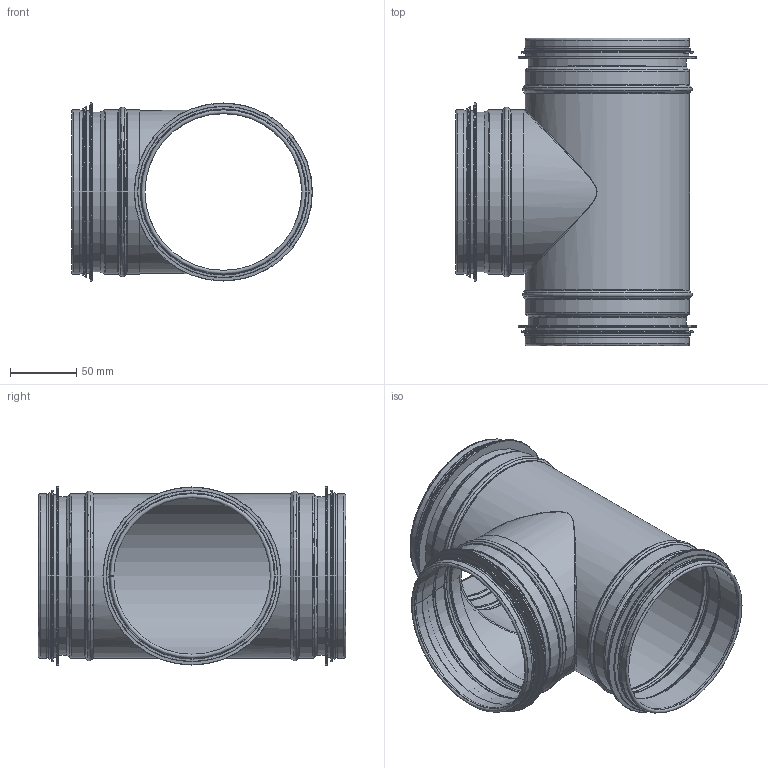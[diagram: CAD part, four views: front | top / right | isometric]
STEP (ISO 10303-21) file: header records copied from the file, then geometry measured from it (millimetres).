
FILE_DESCRIPTION((''),'2;1');
FILE_NAME('HTK_125-125.stp','2014-02-20T15:44:02',(''),(''),'Autodesk Inventor 2013','Autodesk Inventor 2013','');
FILE_SCHEMA(('AUTOMOTIVE_DESIGN { 1 2 10303 214 0 1 1 1 }'));
Length unit declared in the file: millimetre
Products named in the file (5): HTK_125-125; HTKRörämne-125-125; 999004; StosKort-125; StosKortRörämne-125
Assembly tree (6 placements, depth 3):
  HTK_125-125
    HTKRörämne-125-125
    999004  x2
    StosKort-125
      StosKortRörämne-125
      999004
Bounding box: 181.75 x 232 x 134.45 mm (x, y, z)
Volume: 93559.1 mm3; surface area: 293907.3 mm2
Topology: 5 solids, 5 shells, 175 faces, 339 edges, 182 vertices
Faces by surface type: torus 56, plane 50, cylinder 42, cone 26, bspline 1
Full cylindrical faces by diameter (mm): 118.25 x3, 119.25 x3, 120.45 x3, 122.05 x1, 123.05 x18, 124.05 x8, 129.45 x3, 134.45 x3
Entity records: 3849 total; most frequent: CARTESIAN_POINT 948, DIRECTION 626, ORIENTED_EDGE 402, AXIS2_PLACEMENT_3D 281, EDGE_LOOP 213, EDGE_CURVE 201, VERTEX_POINT 140, STYLED_ITEM 140
